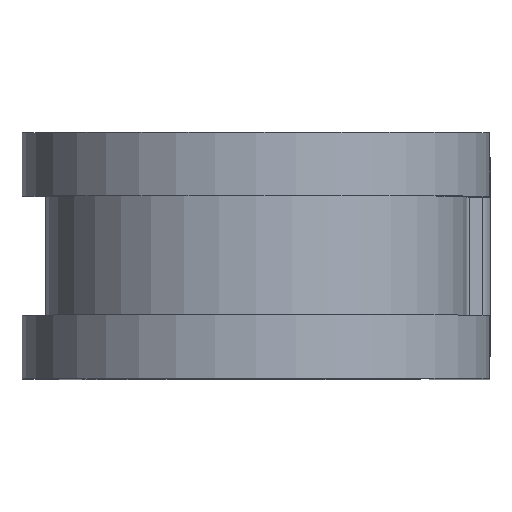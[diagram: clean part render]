
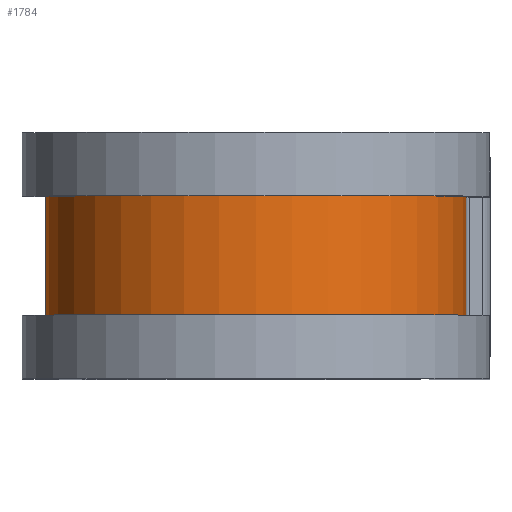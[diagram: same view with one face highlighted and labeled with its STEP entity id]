
A CAD part, top view. The second image highlights one B-rep face of the part: STEP entity #1784.
In plain terms, the highlighted cylindrical face has radius 13.449 mm (diameter 26.899 mm), a partial arc.
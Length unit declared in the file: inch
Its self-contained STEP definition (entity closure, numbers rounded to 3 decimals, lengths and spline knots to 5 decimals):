
#6 = FACE_OUTER_BOUND ( 'NONE', #299, .T. ) ;
#12 = ORIENTED_EDGE ( 'NONE', *, *, #1495, .T. ) ;
#19 = VECTOR ( 'NONE', #1093, 39.37008 ) ;
#132 = AXIS2_PLACEMENT_3D ( 'NONE', #1754, #788, #1925 ) ;
#134 = CARTESIAN_POINT ( 'NONE',  ( -0.5295, -0.15, 0.875 ) ) ;
#149 = AXIS2_PLACEMENT_3D ( 'NONE', #296, #1436, #455 ) ;
#220 = ORIENTED_EDGE ( 'NONE', *, *, #1542, .T. ) ;
#296 = CARTESIAN_POINT ( 'NONE',  ( 0., 0.15, 0.875 ) ) ;
#299 = EDGE_LOOP ( 'NONE', ( #621, #220, #12, #1347 ) ) ;
#318 = VERTEX_POINT ( 'NONE', #1282 ) ;
#385 = CIRCLE ( 'NONE', #149, 0.5295 ) ;
#438 = DIRECTION ( 'NONE',  ( 0., -1., 0. ) ) ;
#455 = DIRECTION ( 'NONE',  ( 0., 0., -1. ) ) ;
#469 = CARTESIAN_POINT ( 'NONE',  ( 0.5295, -0.15, 0.875 ) ) ;
#621 = ORIENTED_EDGE ( 'NONE', *, *, #1525, .F. ) ;
#743 = CARTESIAN_POINT ( 'NONE',  ( -0.5295, 0.15, 0.875 ) ) ;
#788 = DIRECTION ( 'NONE',  ( 0., -1., 0. ) ) ;
#831 = VECTOR ( 'NONE', #438, 39.37008 ) ;
#862 = VERTEX_POINT ( 'NONE', #469 ) ;
#868 = LINE ( 'NONE', #2059, #831 ) ;
#895 = CARTESIAN_POINT ( 'NONE',  ( 0., 0.25, 0.875 ) ) ;
#923 = CARTESIAN_POINT ( 'NONE',  ( -0.5295, 0.25, 0.875 ) ) ;
#1093 = DIRECTION ( 'NONE',  ( 0., -1., 0. ) ) ;
#1220 = DIRECTION ( 'NONE',  ( 0., -1., 0. ) ) ;
#1254 = CIRCLE ( 'NONE', #132, 0.5295 ) ;
#1282 = CARTESIAN_POINT ( 'NONE',  ( 0.5295, 0.15, 0.875 ) ) ;
#1347 = ORIENTED_EDGE ( 'NONE', *, *, #1546, .F. ) ;
#1409 = VERTEX_POINT ( 'NONE', #743 ) ;
#1436 = DIRECTION ( 'NONE',  ( 0., -1., 0. ) ) ;
#1495 = EDGE_CURVE ( 'NONE', #1409, #2049, #1731, .T. ) ;
#1525 = EDGE_CURVE ( 'NONE', #318, #862, #868, .T. ) ;
#1542 = EDGE_CURVE ( 'NONE', #318, #1409, #385, .T. ) ;
#1546 = EDGE_CURVE ( 'NONE', #862, #2049, #1254, .T. ) ;
#1731 = LINE ( 'NONE', #923, #19 ) ;
#1754 = CARTESIAN_POINT ( 'NONE',  ( 0., -0.15, 0.875 ) ) ;
#1784 = ADVANCED_FACE ( 'NONE', ( #6 ), #2107, .T. ) ;
#1869 = DIRECTION ( 'NONE',  ( 0., 0., -1. ) ) ;
#1888 = AXIS2_PLACEMENT_3D ( 'NONE', #895, #1220, #1869 ) ;
#1925 = DIRECTION ( 'NONE',  ( 0., 0., -1. ) ) ;
#2049 = VERTEX_POINT ( 'NONE', #134 ) ;
#2059 = CARTESIAN_POINT ( 'NONE',  ( 0.5295, 0.25, 0.875 ) ) ;
#2107 = CYLINDRICAL_SURFACE ( 'NONE', #1888, 0.5295 ) ;
